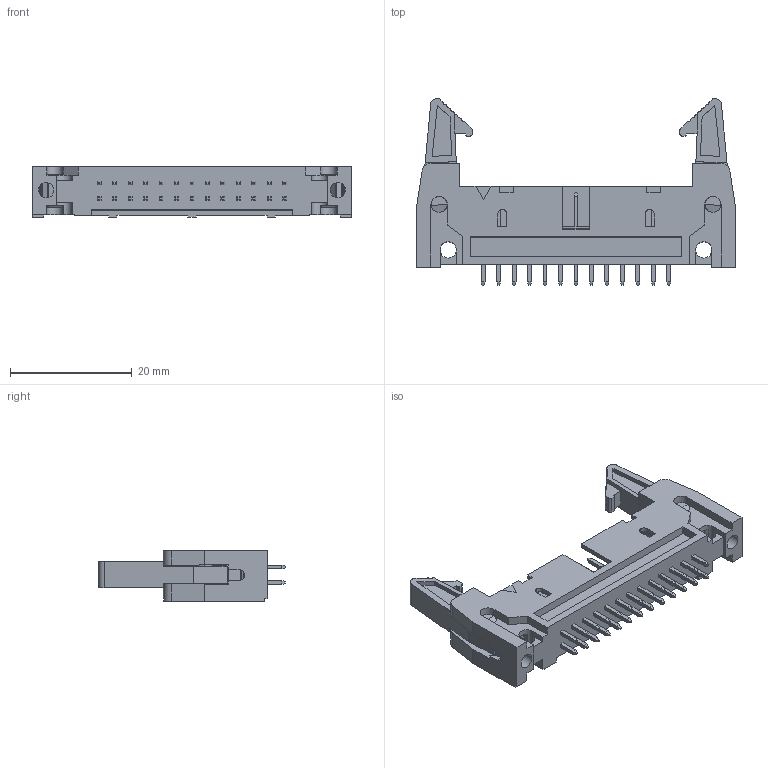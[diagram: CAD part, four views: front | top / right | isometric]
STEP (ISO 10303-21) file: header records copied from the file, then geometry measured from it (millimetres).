
FILE_DESCRIPTION(('CoCreate Modeling STEP Export'),'2;1');
FILE_NAME('WB2545H-26XXX.stp','2021-10-13T10:21:15',(''),(''),'CoCreate Modeling STEP processor for AP214 (Solid Model)','CoCreate Modeling 16.00 13-May-2008 (C) Parametric Technology GmbH','');
FILE_SCHEMA(('AUTOMOTIVE_DESIGN { 1 0 10303 214 1 1 1 1 }'));
Length unit declared in the file: millimetre
Products named in the file (3): WB2545H-26XXX; WB2545H-26
Assembly tree (2 placements, depth 2):
  WB2545H-26XXX
    WB2545H-26
    WB2545H-26XXX
Bounding box: 52.22 x 30.68 x 8.3 mm (x, y, z)
Volume: 3742.9 mm3; surface area: 5289.8 mm2
Topology: 1 solids, 1 shells, 811 faces, 2106 edges, 1338 vertices
Faces by surface type: plane 706, cylinder 105
Entity records: 22849 total; most frequent: ORIENTED_EDGE 4160, CARTESIAN_POINT 3930, DIRECTION 3494, EDGE_CURVE 2080, VECTOR 1690, LINE 1690, VERTEX_POINT 1312, AXIS2_PLACEMENT_3D 902
